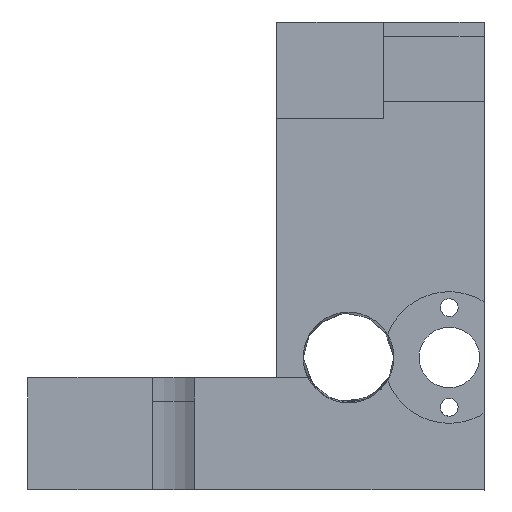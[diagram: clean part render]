
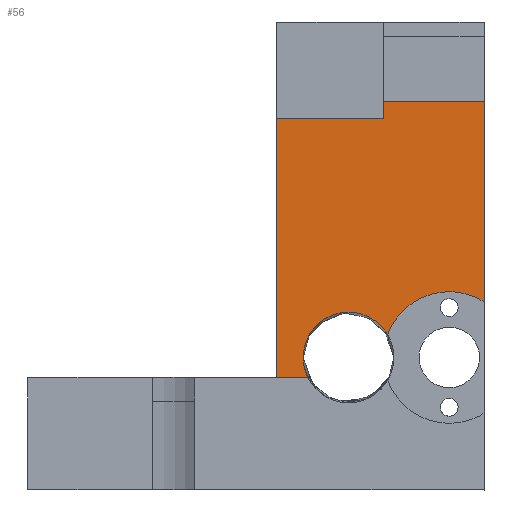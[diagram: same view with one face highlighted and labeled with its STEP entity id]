
A CAD part, front view. The second image highlights one B-rep face of the part: STEP entity #56.
In plain terms, the highlighted planar face has unit normal (0, -1, 0).
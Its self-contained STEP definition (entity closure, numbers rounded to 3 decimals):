
#56=ADVANCED_FACE('',(#195),#2331,.T.);
#195=FACE_OUTER_BOUND('',#335,.T.);
#335=EDGE_LOOP('',(#532,#533,#534,#535,#536,#537,#538,#539,#540));
#532=ORIENTED_EDGE('',*,*,#1629,.F.);
#533=ORIENTED_EDGE('',*,*,#1542,.F.);
#534=ORIENTED_EDGE('',*,*,#1562,.F.);
#535=ORIENTED_EDGE('',*,*,#1346,.F.);
#536=ORIENTED_EDGE('',*,*,#1331,.F.);
#537=ORIENTED_EDGE('',*,*,#1345,.T.);
#538=ORIENTED_EDGE('',*,*,#1285,.T.);
#539=ORIENTED_EDGE('',*,*,#1307,.F.);
#540=ORIENTED_EDGE('',*,*,#1543,.F.);
#1285=EDGE_CURVE('',#2051,#2055,#1662,.T.);
#1307=EDGE_CURVE('',#2067,#2055,#1684,.T.);
#1331=EDGE_CURVE('',#2076,#2083,#1700,.T.);
#1345=EDGE_CURVE('',#2076,#2051,#1713,.T.);
#1346=EDGE_CURVE('',#2083,#2228,#1714,.T.);
#1542=EDGE_CURVE('',#2229,#2284,#1960,.T.);
#1543=EDGE_CURVE('',#2230,#2067,#1883,.T.);
#1562=EDGE_CURVE('',#2228,#2229,#1966,.T.);
#1629=EDGE_CURVE('',#2284,#2230,#2014,.T.);
#1662=B_SPLINE_CURVE_WITH_KNOTS('',1,(#3842,#3843),.UNSPECIFIED.,.F.,.F.,
(2,2),(59.,77.),.UNSPECIFIED.);
#1684=B_SPLINE_CURVE_WITH_KNOTS('',1,(#3886,#3887),.UNSPECIFIED.,.F.,.F.,
(2,2),(187.835,228.768),.UNSPECIFIED.);
#1700=B_SPLINE_CURVE_WITH_KNOTS('',1,(#3947,#3948),.UNSPECIFIED.,.F.,.F.,
(2,2),(18.,35.),.UNSPECIFIED.);
#1713=B_SPLINE_CURVE_WITH_KNOTS('',1,(#3978,#3979),.UNSPECIFIED.,.F.,.F.,
(2,2),(55.974,59.),.UNSPECIFIED.);
#1714=B_SPLINE_CURVE_WITH_KNOTS('',1,(#3980,#3981),.UNSPECIFIED.,.F.,.F.,
(2,2),(47.598,79.207),.UNSPECIFIED.);
#1883=B_SPLINE_CURVE_WITH_KNOTS('',1,(#4742,#4743),.UNSPECIFIED.,.F.,.F.,
(2,2),(-26.235,-21.),.UNSPECIFIED.);
#1960=(
BOUNDED_CURVE()
B_SPLINE_CURVE(2,(#4737,#4738,#4739,#4740,#4741),.UNSPECIFIED.,.F.,.F.)
B_SPLINE_CURVE_WITH_KNOTS((3,2,3),(4.151,12.017,24.033),
 .UNSPECIFIED.)
CURVE()
GEOMETRIC_REPRESENTATION_ITEM()
RATIONAL_B_SPLINE_CURVE((1.,0.868,1.,0.707,1.))
REPRESENTATION_ITEM('')
);
#1966=(
BOUNDED_CURVE()
B_SPLINE_CURVE(2,(#4794,#4795,#4796,#4797,#4798),.UNSPECIFIED.,.F.,.F.)
B_SPLINE_CURVE_WITH_KNOTS((3,2,3),(11.105,17.436,30.738),
 .UNSPECIFIED.)
CURVE()
GEOMETRIC_REPRESENTATION_ITEM()
RATIONAL_B_SPLINE_CURVE((1.,0.961,1.,0.821,1.))
REPRESENTATION_ITEM('')
);
#2014=(
BOUNDED_CURVE()
B_SPLINE_CURVE(2,(#5052,#5053,#5054),.UNSPECIFIED.,.F.,.F.)
B_SPLINE_CURVE_WITH_KNOTS((3,3),(24.033,27.621),
 .UNSPECIFIED.)
CURVE()
GEOMETRIC_REPRESENTATION_ITEM()
RATIONAL_B_SPLINE_CURVE((1.,0.974,1.))
REPRESENTATION_ITEM('')
);
#2051=VERTEX_POINT('',#3553);
#2055=VERTEX_POINT('',#3557);
#2067=VERTEX_POINT('',#3569);
#2076=VERTEX_POINT('',#3578);
#2083=VERTEX_POINT('',#3585);
#2228=VERTEX_POINT('',#3730);
#2229=VERTEX_POINT('',#3731);
#2230=VERTEX_POINT('',#3732);
#2284=VERTEX_POINT('',#3786);
#2331=PLANE('',#2470);
#2470=AXIS2_PLACEMENT_3D('',#3022,#2554,$);
#2554=DIRECTION('',(0.,-1.,0.));
#3022=CARTESIAN_POINT('',(6463.598,-4650.982,276.496));
#3553=CARTESIAN_POINT('',(6481.598,-4650.982,260.234));
#3557=CARTESIAN_POINT('',(6463.598,-4650.982,260.234));
#3569=CARTESIAN_POINT('',(6463.598,-4650.982,216.534));
#3578=CARTESIAN_POINT('',(6481.598,-4650.982,263.046));
#3585=CARTESIAN_POINT('',(6498.598,-4650.982,263.046));
#3730=CARTESIAN_POINT('',(6498.598,-4650.982,229.3));
#3731=CARTESIAN_POINT('',(6482.303,-4650.982,223.766));
#3732=CARTESIAN_POINT('',(6468.833,-4650.982,216.534));
#3786=CARTESIAN_POINT('',(6468.056,-4650.982,219.894));
#3842=CARTESIAN_POINT('',(6481.598,-4650.982,260.234));
#3843=CARTESIAN_POINT('',(6463.598,-4650.982,260.234));
#3886=CARTESIAN_POINT('',(6463.598,-4650.982,216.534));
#3887=CARTESIAN_POINT('',(6463.598,-4650.982,260.234));
#3947=CARTESIAN_POINT('',(6481.598,-4650.982,263.046));
#3948=CARTESIAN_POINT('',(6498.598,-4650.982,263.046));
#3978=CARTESIAN_POINT('',(6481.598,-4650.982,263.046));
#3979=CARTESIAN_POINT('',(6481.598,-4650.982,260.234));
#3980=CARTESIAN_POINT('',(6498.598,-4650.982,263.046));
#3981=CARTESIAN_POINT('',(6498.598,-4650.982,229.3));
#4737=CARTESIAN_POINT('',(6482.303,-4650.982,223.766));
#4738=CARTESIAN_POINT('',(6480.086,-4650.982,227.544));
#4739=CARTESIAN_POINT('',(6475.706,-4650.982,227.544));
#4740=CARTESIAN_POINT('',(6468.056,-4650.982,227.544));
#4741=CARTESIAN_POINT('',(6468.056,-4650.982,219.894));
#4742=CARTESIAN_POINT('',(6468.833,-4650.982,216.534));
#4743=CARTESIAN_POINT('',(6463.598,-4650.982,216.534));
#4794=CARTESIAN_POINT('',(6498.598,-4650.982,229.3));
#4795=CARTESIAN_POINT('',(6495.895,-4650.982,230.993));
#4796=CARTESIAN_POINT('',(6492.705,-4650.982,230.993));
#4797=CARTESIAN_POINT('',(6484.994,-4650.982,230.993));
#4798=CARTESIAN_POINT('',(6482.303,-4650.982,223.766));
#5052=CARTESIAN_POINT('',(6468.056,-4650.982,219.894));
#5053=CARTESIAN_POINT('',(6468.056,-4650.982,218.124));
#5054=CARTESIAN_POINT('',(6468.833,-4650.982,216.534));
